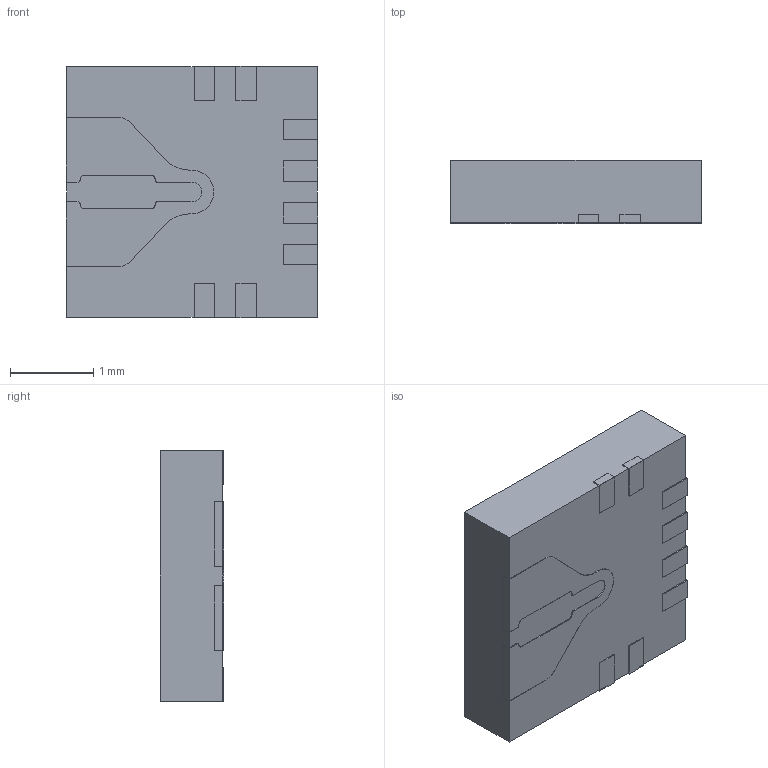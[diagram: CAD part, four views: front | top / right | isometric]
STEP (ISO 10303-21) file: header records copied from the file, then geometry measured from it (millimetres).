
FILE_DESCRIPTION(/* description */ (''),/* implementation_level */ '2;1');
FILE_NAME(/* name */ 'POWERWFQFN-12.step',/* time_stamp */ '2020-01-07T17:55:44+01:00',/* author */ (''),/* organization */ (''),/* preprocessor_version */ 'ST-DEVELOPER v18',/* originating_system */ 'Autodesk Translation Framework v8.12.0.6',/* authorisation */ '');
FILE_SCHEMA (('AUTOMOTIVE_DESIGN { 1 0 10303 214 3 1 1 }'));
Length unit declared in the file: millimetre
Products named in the file (1): POWERWFQFN-12
Bounding box: 3.02 x 0.76 x 3.02 mm (x, y, z)
Volume: 6.8 mm3; surface area: 32.9 mm2
Topology: 10 solids, 10 shells, 108 faces, 264 edges, 176 vertices
Faces by surface type: plane 94, cylinder 14
Entity records: 3174 total; most frequent: CARTESIAN_POINT 549, ORIENTED_EDGE 528, DIRECTION 510, EDGE_CURVE 264, LINE 236, VECTOR 236, VERTEX_POINT 176, AXIS2_PLACEMENT_3D 137
